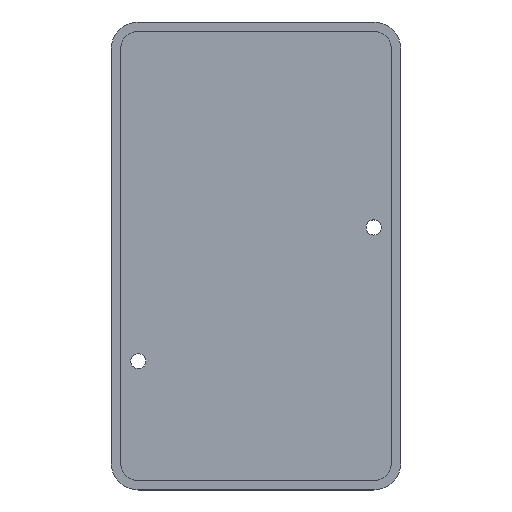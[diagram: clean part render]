
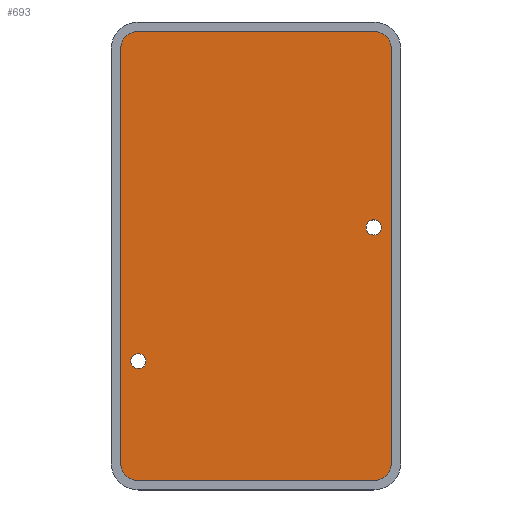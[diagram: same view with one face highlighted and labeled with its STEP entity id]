
A CAD part, top view. The second image highlights one B-rep face of the part: STEP entity #693.
In plain terms, the highlighted planar face has unit normal (0, 0, 1).
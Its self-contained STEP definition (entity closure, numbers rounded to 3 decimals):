
#453 = VERTEX_POINT('',#454);
#454 = CARTESIAN_POINT('',(-30.4,-37.8,2.4));
#460 = EDGE_CURVE('',#453,#461,#463,.T.);
#461 = VERTEX_POINT('',#462);
#462 = CARTESIAN_POINT('',(-30.4,55.,2.4));
#463 = LINE('',#464,#465);
#464 = CARTESIAN_POINT('',(-30.4,-37.8,2.4));
#465 = VECTOR('',#466,1.);
#466 = DIRECTION('',(0.,1.,0.));
#484 = EDGE_CURVE('',#453,#485,#487,.T.);
#485 = VERTEX_POINT('',#486);
#486 = CARTESIAN_POINT('',(-26.4,-41.8,2.4));
#487 = CIRCLE('',#488,4.);
#488 = AXIS2_PLACEMENT_3D('',#489,#490,#491);
#489 = CARTESIAN_POINT('',(-26.4,-37.8,2.4));
#490 = DIRECTION('',(0.,0.,1.));
#491 = DIRECTION('',(1.,0.,0.));
#509 = VERTEX_POINT('',#510);
#510 = CARTESIAN_POINT('',(26.4,-41.8,2.4));
#516 = EDGE_CURVE('',#509,#485,#517,.T.);
#517 = LINE('',#518,#519);
#518 = CARTESIAN_POINT('',(26.4,-41.8,2.4));
#519 = VECTOR('',#520,1.);
#520 = DIRECTION('',(-1.,0.,0.));
#533 = EDGE_CURVE('',#509,#534,#536,.T.);
#534 = VERTEX_POINT('',#535);
#535 = CARTESIAN_POINT('',(30.4,-37.8,2.4));
#536 = CIRCLE('',#537,4.);
#537 = AXIS2_PLACEMENT_3D('',#538,#539,#540);
#538 = CARTESIAN_POINT('',(26.4,-37.8,2.4));
#539 = DIRECTION('',(0.,0.,1.));
#540 = DIRECTION('',(1.,0.,0.));
#558 = VERTEX_POINT('',#559);
#559 = CARTESIAN_POINT('',(30.4,55.,2.4));
#565 = EDGE_CURVE('',#558,#534,#566,.T.);
#566 = LINE('',#567,#568);
#567 = CARTESIAN_POINT('',(30.4,55.,2.4));
#568 = VECTOR('',#569,1.);
#569 = DIRECTION('',(0.,-1.,0.));
#582 = EDGE_CURVE('',#558,#583,#585,.T.);
#583 = VERTEX_POINT('',#584);
#584 = CARTESIAN_POINT('',(26.4,59.,2.4));
#585 = CIRCLE('',#586,4.);
#586 = AXIS2_PLACEMENT_3D('',#587,#588,#589);
#587 = CARTESIAN_POINT('',(26.4,55.,2.4));
#588 = DIRECTION('',(0.,0.,1.));
#589 = DIRECTION('',(1.,0.,0.));
#607 = VERTEX_POINT('',#608);
#608 = CARTESIAN_POINT('',(-26.4,59.,2.4));
#614 = EDGE_CURVE('',#607,#583,#615,.T.);
#615 = LINE('',#616,#617);
#616 = CARTESIAN_POINT('',(-26.4,59.,2.4));
#617 = VECTOR('',#618,1.);
#618 = DIRECTION('',(1.,0.,0.));
#631 = EDGE_CURVE('',#607,#461,#632,.T.);
#632 = CIRCLE('',#633,4.);
#633 = AXIS2_PLACEMENT_3D('',#634,#635,#636);
#634 = CARTESIAN_POINT('',(-26.4,55.,2.4));
#635 = DIRECTION('',(0.,0.,1.));
#636 = DIRECTION('',(1.,0.,0.));
#648 = VERTEX_POINT('',#649);
#649 = CARTESIAN_POINT('',(-28.1,-15.,2.4));
#657 = EDGE_CURVE('',#648,#648,#658,.T.);
#658 = CIRCLE('',#659,1.7);
#659 = AXIS2_PLACEMENT_3D('',#660,#661,#662);
#660 = CARTESIAN_POINT('',(-26.4,-15.,2.4));
#661 = DIRECTION('',(0.,0.,1.));
#662 = DIRECTION('',(-1.,0.,0.));
#673 = VERTEX_POINT('',#674);
#674 = CARTESIAN_POINT('',(24.7,15.,2.4));
#682 = EDGE_CURVE('',#673,#673,#683,.T.);
#683 = CIRCLE('',#684,1.7);
#684 = AXIS2_PLACEMENT_3D('',#685,#686,#687);
#685 = CARTESIAN_POINT('',(26.4,15.,2.4));
#686 = DIRECTION('',(0.,0.,1.));
#687 = DIRECTION('',(-1.,0.,0.));
#693 = ADVANCED_FACE('',(#694,#704,#707),#710,.T.);
#694 = FACE_BOUND('',#695,.T.);
#695 = EDGE_LOOP('',(#696,#697,#698,#699,#700,#701,#702,#703));
#696 = ORIENTED_EDGE('',*,*,#631,.T.);
#697 = ORIENTED_EDGE('',*,*,#460,.F.);
#698 = ORIENTED_EDGE('',*,*,#484,.T.);
#699 = ORIENTED_EDGE('',*,*,#516,.F.);
#700 = ORIENTED_EDGE('',*,*,#533,.T.);
#701 = ORIENTED_EDGE('',*,*,#565,.F.);
#702 = ORIENTED_EDGE('',*,*,#582,.T.);
#703 = ORIENTED_EDGE('',*,*,#614,.F.);
#704 = FACE_BOUND('',#705,.T.);
#705 = EDGE_LOOP('',(#706));
#706 = ORIENTED_EDGE('',*,*,#657,.F.);
#707 = FACE_BOUND('',#708,.T.);
#708 = EDGE_LOOP('',(#709));
#709 = ORIENTED_EDGE('',*,*,#682,.F.);
#710 = PLANE('',#711);
#711 = AXIS2_PLACEMENT_3D('',#712,#713,#714);
#712 = CARTESIAN_POINT('',(0.,8.6,2.4));
#713 = DIRECTION('',(0.,0.,1.));
#714 = DIRECTION('',(1.,0.,0.));
